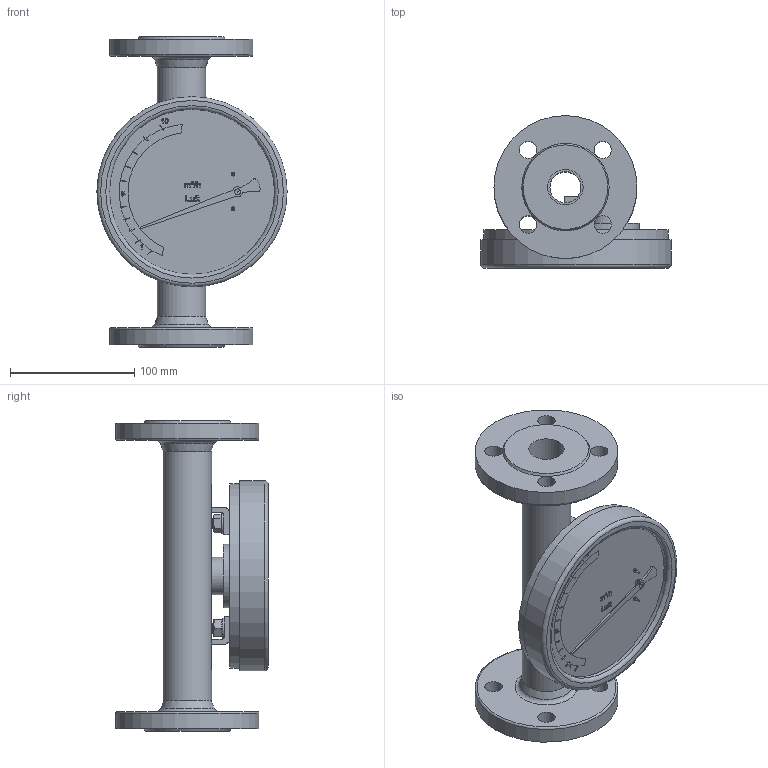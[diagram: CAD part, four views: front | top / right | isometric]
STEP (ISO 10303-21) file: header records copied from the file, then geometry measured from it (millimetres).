
FILE_DESCRIPTION( ( 'Unknown' ), '1' );
FILE_NAME( 'MT-25.stp', 'Unknown', ( 'Unknown' ), ( 'Unknown' ), 'PSStep 17.0.49', 'Unknown', ' ' );
FILE_SCHEMA( ( 'AUTOMOTIVE_DESIGN { 1 0 10303 214 1 1 1 1 }' ) );
Length unit declared in the file: millimetre
Products named in the file (9): Assem1; Rohr25; DIN_2633_1975_Flange_C_25x33.7; Anzeige; Zeiger; Skale; Washer_DIN_125_1_A_8.4; Nut_DIN_934_1987_M8
Assembly tree (11 placements, depth 2):
  Assem1
    Rohr25
    DIN_2633_1975_Flange_C_25x33.7  x2
    Anzeige
    Zeiger
    Skale
    Skale
    Washer_DIN_125_1_A_8.4  x2
    Nut_DIN_934_1987_M8  x2
Bounding box: 153 x 122.5 x 250 mm (x, y, z)
Volume: 948490.4 mm3; surface area: 174311.5 mm2
Topology: 11 solids, 11 shells, 323 faces, 769 edges, 505 vertices
Faces by surface type: plane 222, cylinder 53, extrusion 24, cone 14, torus 10
Full cylindrical faces by diameter (mm): 0.674 x1, 1 x2, 3 x2, 4.675 x1, 6.647 x2, 6.83 x1, 8 x2, 8.4 x2, 9 x2, 14 x8, 16 x2, 25 x1, 28.5 x2, 30.029 x1, 33.7 x2, 39 x1, 51.022 x1, 115 x2, 132.663 x1, 148.37 x1, 153 x1
Entity records: 11599 total; most frequent: CARTESIAN_POINT 2731, ORIENTED_EDGE 1278, DIRECTION 1208, EDGE_CURVE 639, VERTEX_POINT 446, VECTOR 408, AXIS2_PLACEMENT_3D 400, EDGE_LOOP 387
